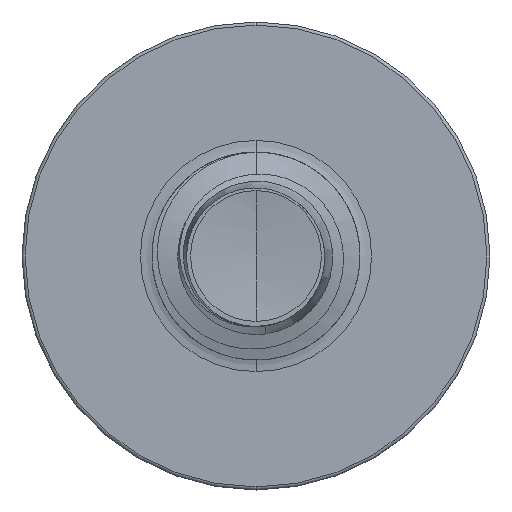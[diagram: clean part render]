
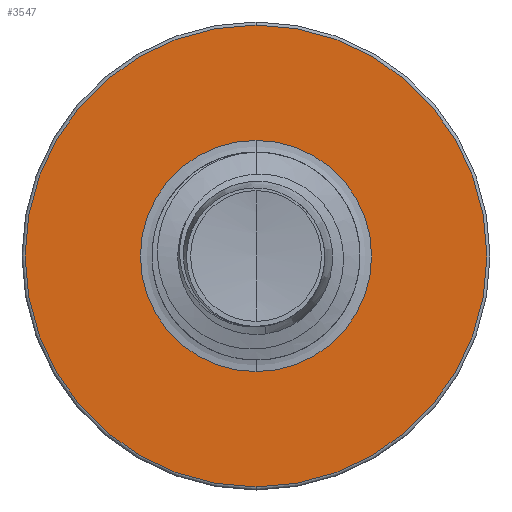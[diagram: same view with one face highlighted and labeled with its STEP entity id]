
A CAD part, front view. The second image highlights one B-rep face of the part: STEP entity #3547.
In plain terms, the highlighted planar face has unit normal (0, -1, 0).
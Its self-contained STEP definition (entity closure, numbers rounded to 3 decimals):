
#604 = EDGE_CURVE ( 'NONE', #12838, #12643, #10801, .T. ) ;
#760 = EDGE_CURVE ( 'NONE', #5430, #13236, #4811, .T. ) ;
#1213 = ORIENTED_EDGE ( 'NONE', *, *, #6091, .T. ) ;
#1565 = DIRECTION ( 'NONE',  ( 0., 0., 1. ) ) ;
#1586 = DIRECTION ( 'NONE',  ( 0., 1., 0. ) ) ;
#1590 = CARTESIAN_POINT ( 'NONE',  ( 0., 4., 0. ) ) ;
#2228 = DIRECTION ( 'NONE',  ( 0., 0., 1. ) ) ;
#2249 = DIRECTION ( 'NONE',  ( 0., 1., 0. ) ) ;
#2285 = CARTESIAN_POINT ( 'NONE',  ( 0., 4., 0. ) ) ;
#2593 = EDGE_CURVE ( 'NONE', #13236, #5430, #4200, .T. ) ;
#3547 = ADVANCED_FACE ( 'NONE', ( #8645, #5598 ), #7119, .F. ) ;
#3759 = CARTESIAN_POINT ( 'NONE',  ( 0., 4., -2.22 ) ) ;
#4200 = CIRCLE ( 'NONE', #6681, 2.22 ) ;
#4580 = AXIS2_PLACEMENT_3D ( 'NONE', #7028, #6984, #6968 ) ;
#4687 = AXIS2_PLACEMENT_3D ( 'NONE', #8202, #5213, #9850 ) ;
#4811 = CIRCLE ( 'NONE', #7948, 2.22 ) ;
#5213 = DIRECTION ( 'NONE',  ( 0., 1., 0. ) ) ;
#5430 = VERTEX_POINT ( 'NONE', #3759 ) ;
#5598 = FACE_BOUND ( 'NONE', #7813, .T. ) ;
#6091 = EDGE_CURVE ( 'NONE', #12643, #12838, #12758, .T. ) ;
#6681 = AXIS2_PLACEMENT_3D ( 'NONE', #11586, #11572, #10352 ) ;
#6968 = DIRECTION ( 'NONE',  ( 0., 0., 1. ) ) ;
#6984 = DIRECTION ( 'NONE',  ( 0., 1., 0. ) ) ;
#7028 = CARTESIAN_POINT ( 'NONE',  ( 0., 4., -1.112 ) ) ;
#7119 = PLANE ( 'NONE',  #4580 ) ;
#7813 = EDGE_LOOP ( 'NONE', ( #10753, #1213 ) ) ;
#7948 = AXIS2_PLACEMENT_3D ( 'NONE', #2285, #2249, #2228 ) ;
#8202 = CARTESIAN_POINT ( 'NONE',  ( 0., 4., 0. ) ) ;
#8430 = CARTESIAN_POINT ( 'NONE',  ( 0., 4., 1.112 ) ) ;
#8576 = CARTESIAN_POINT ( 'NONE',  ( 0., 4., 2.22 ) ) ;
#8645 = FACE_OUTER_BOUND ( 'NONE', #10739, .T. ) ;
#9850 = DIRECTION ( 'NONE',  ( 0., 0., 1. ) ) ;
#10352 = DIRECTION ( 'NONE',  ( 0., 0., 1. ) ) ;
#10739 = EDGE_LOOP ( 'NONE', ( #12531, #13356 ) ) ;
#10753 = ORIENTED_EDGE ( 'NONE', *, *, #604, .T. ) ;
#10801 = CIRCLE ( 'NONE', #4687, 1.112 ) ;
#11572 = DIRECTION ( 'NONE',  ( 0., 1., 0. ) ) ;
#11586 = CARTESIAN_POINT ( 'NONE',  ( 0., 4., 0. ) ) ;
#11841 = AXIS2_PLACEMENT_3D ( 'NONE', #1590, #1586, #1565 ) ;
#12531 = ORIENTED_EDGE ( 'NONE', *, *, #2593, .F. ) ;
#12643 = VERTEX_POINT ( 'NONE', #12846 ) ;
#12758 = CIRCLE ( 'NONE', #11841, 1.112 ) ;
#12838 = VERTEX_POINT ( 'NONE', #8430 ) ;
#12846 = CARTESIAN_POINT ( 'NONE',  ( 0., 4., -1.112 ) ) ;
#13236 = VERTEX_POINT ( 'NONE', #8576 ) ;
#13356 = ORIENTED_EDGE ( 'NONE', *, *, #760, .F. ) ;
